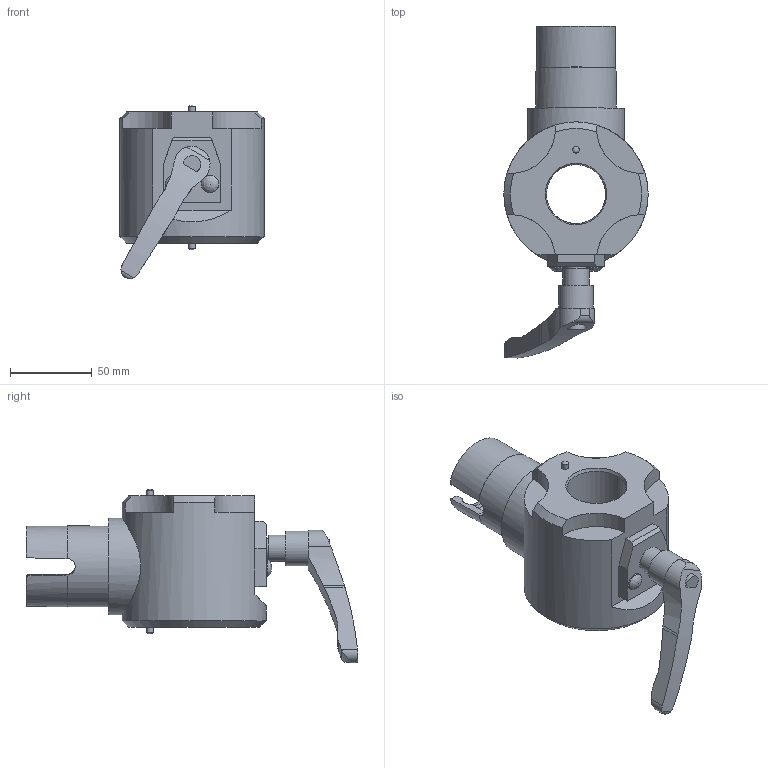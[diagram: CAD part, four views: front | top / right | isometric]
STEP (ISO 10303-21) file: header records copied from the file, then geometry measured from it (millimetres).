
FILE_DESCRIPTION(/* description */ (''),/* implementation_level */ '2;1');
FILE_NAME(/* name */ '10000942624nxv000_01_214.stp',/* time_stamp */ '2022-01-26T15:33:42+01:00',/* author */ (''),/* organization */ (''),/* preprocessor_version */ 'ST-DEVELOPER v16.7',/* originating_system */ 'SIEMENS PLM Software NX 12.0',/* authorisation */ '');
FILE_SCHEMA (('AUTOMOTIVE_DESIGN { 1 0 10303 214 3 1 1 1 }'));
Length unit declared in the file: millimetre
Products named in the file (1): 10000942624nxv000_01
Bounding box: 88 x 202.3 x 105.7 mm (x, y, z)
Volume: 453652.9 mm3; surface area: 63480.8 mm2
Topology: 1 solids, 1 shells, 101 faces, 263 edges, 174 vertices
Faces by surface type: plane 44, cylinder 40, cone 10, bspline 3, sphere 2, torus 2
Full cylindrical faces by diameter (mm): 4 x2, 10.5 x2, 12 x1, 16 x1, 21 x1, 37.5 x1, 40 x1, 49.4 x1, 59 x1, 88 x1
Entity records: 3580 total; most frequent: CARTESIAN_POINT 1024, DIRECTION 480, ORIENTED_EDGE 466, EDGE_CURVE 233, AXIS2_PLACEMENT_3D 198, VERTEX_POINT 164, EDGE_LOOP 131, ADVANCED_FACE 101
